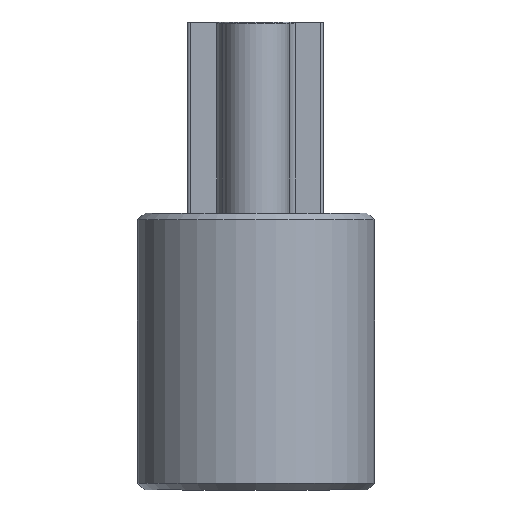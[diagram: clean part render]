
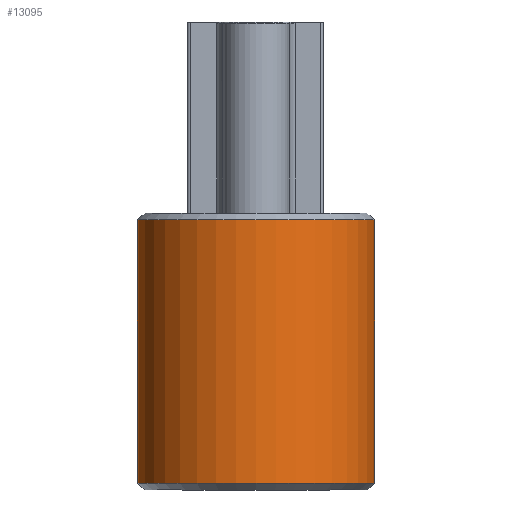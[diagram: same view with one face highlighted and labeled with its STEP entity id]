
A CAD part, left-side view. The second image highlights one B-rep face of the part: STEP entity #13095.
In plain terms, the highlighted cylindrical face has radius 9 mm (diameter 18 mm), a partial arc.
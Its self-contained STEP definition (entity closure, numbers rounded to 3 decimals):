
#1698=FACE_OUTER_BOUND('',#2419,.T.);
#2419=EDGE_LOOP('',(#11708,#11709,#11710,#11711));
#2856=CIRCLE('',#14615,9.);
#2857=CIRCLE('',#14620,9.);
#3850=LINE('',#31970,#4425);
#3853=LINE('',#31976,#4428);
#4425=VECTOR('',#18102,10.);
#4428=VECTOR('',#18107,10.);
#5766=VERTEX_POINT('',#31948);
#5769=VERTEX_POINT('',#31953);
#5774=VERTEX_POINT('',#31969);
#5776=VERTEX_POINT('',#31975);
#7761=EDGE_CURVE('',#5769,#5766,#2856,.T.);
#7768=EDGE_CURVE('',#5774,#5766,#3850,.T.);
#7771=EDGE_CURVE('',#5776,#5769,#3853,.T.);
#7772=EDGE_CURVE('',#5774,#5776,#2857,.T.);
#11708=ORIENTED_EDGE('',*,*,#7761,.F.);
#11709=ORIENTED_EDGE('',*,*,#7771,.F.);
#11710=ORIENTED_EDGE('',*,*,#7772,.F.);
#11711=ORIENTED_EDGE('',*,*,#7768,.T.);
#12433=CYLINDRICAL_SURFACE('',#14619,9.);
#13095=ADVANCED_FACE('',(#1698),#12433,.T.);
#14615=AXIS2_PLACEMENT_3D('',#31955,#18088,#18089);
#14619=AXIS2_PLACEMENT_3D('',#31974,#18105,#18106);
#14620=AXIS2_PLACEMENT_3D('',#31977,#18108,#18109);
#18088=DIRECTION('center_axis',(0.,0.,-1.));
#18089=DIRECTION('ref_axis',(-1.,0.,0.));
#18102=DIRECTION('',(0.,0.,-1.));
#18105=DIRECTION('center_axis',(0.,0.,-1.));
#18106=DIRECTION('ref_axis',(-1.,0.,0.));
#18107=DIRECTION('',(0.,0.,-1.));
#18108=DIRECTION('center_axis',(0.,0.,1.));
#18109=DIRECTION('ref_axis',(-1.,0.,0.));
#31948=CARTESIAN_POINT('',(-6.766,8.878,-37.));
#31953=CARTESIAN_POINT('',(-6.766,-8.878,-37.));
#31955=CARTESIAN_POINT('Origin',(-8.24,0.,-37.));
#31969=CARTESIAN_POINT('',(-6.766,8.878,-17.));
#31970=CARTESIAN_POINT('',(-6.766,8.878,-16.5));
#31974=CARTESIAN_POINT('Origin',(-8.24,0.,-16.5));
#31975=CARTESIAN_POINT('',(-6.766,-8.878,-17.));
#31976=CARTESIAN_POINT('',(-6.766,-8.878,-16.5));
#31977=CARTESIAN_POINT('Origin',(-8.24,0.,-17.));
